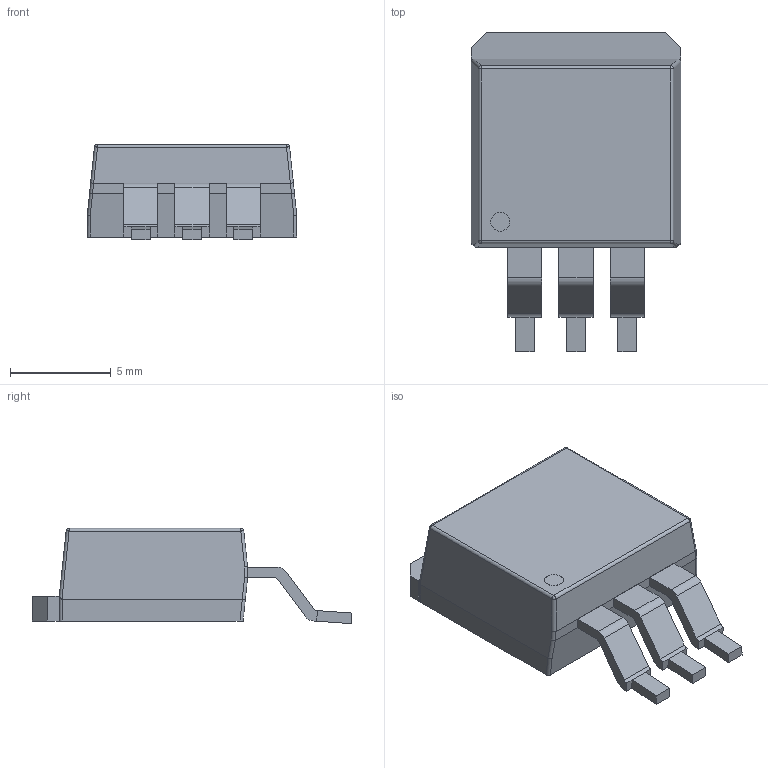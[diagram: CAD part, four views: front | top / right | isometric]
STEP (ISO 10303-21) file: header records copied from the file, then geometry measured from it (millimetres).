
FILE_DESCRIPTION (( 'STEP AP214' ), '1' );
FILE_NAME ('LD1086D2MTR.STEP', '2023-01-04T08:46:08', ( '' ), ( '' ), 'SwSTEP 2.0', 'SolidWorks 2022', '' );
FILE_SCHEMA (( 'AUTOMOTIVE_DESIGN' ));
Length unit declared in the file: millimetre
Products named in the file (1): LD1086D2MTR
Bounding box: 10.4 x 15.85 x 4.73 mm (x, y, z)
Volume: 456.1 mm3; surface area: 626.5 mm2
Topology: 6 solids, 6 shells, 109 faces, 268 edges, 172 vertices
Faces by surface type: plane 73, cylinder 32, sphere 4
Entity records: 3957 total; most frequent: CARTESIAN_POINT 614, ORIENTED_EDGE 536, DIRECTION 514, EDGE_CURVE 268, LINE 202, VECTOR 202, VERTEX_POINT 172, AXIS2_PLACEMENT_3D 156
